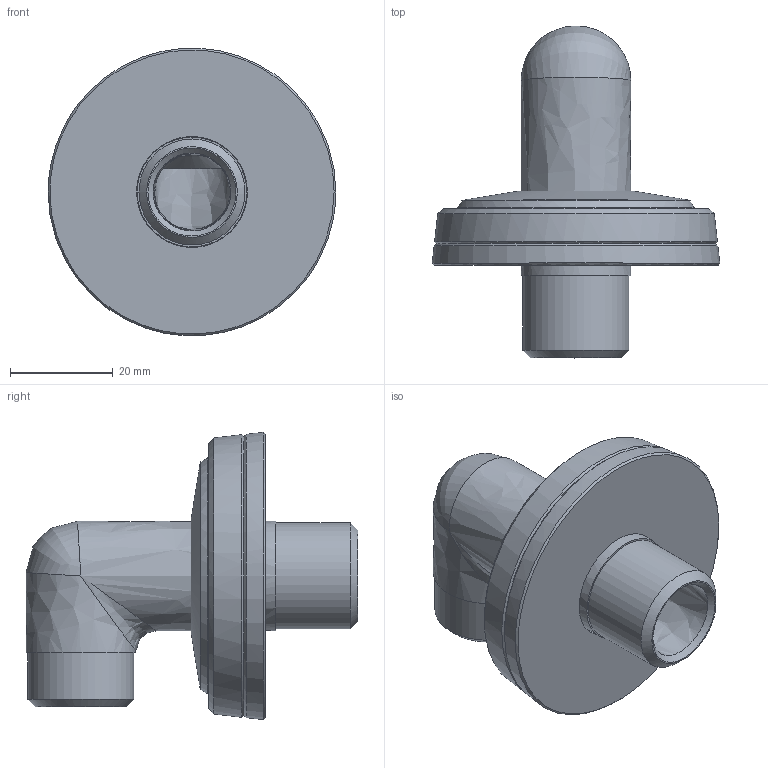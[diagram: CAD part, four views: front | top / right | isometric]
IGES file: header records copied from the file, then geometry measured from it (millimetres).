
Global section: file name: T164; native system: Autodesk Inventor 2020; preprocessor: unknown; author: rclarke; date: 20190924.152908; units: millimetre
Bounding box: 55.91 x 64.5 x 55.82 mm (x, y, z)
Volume: 37800.5 mm3; surface area: 17043.1 mm2
Topology: 3 solids, 3 shells, 42 faces, 106 edges, 68 vertices
Faces by surface type: bspline 42
